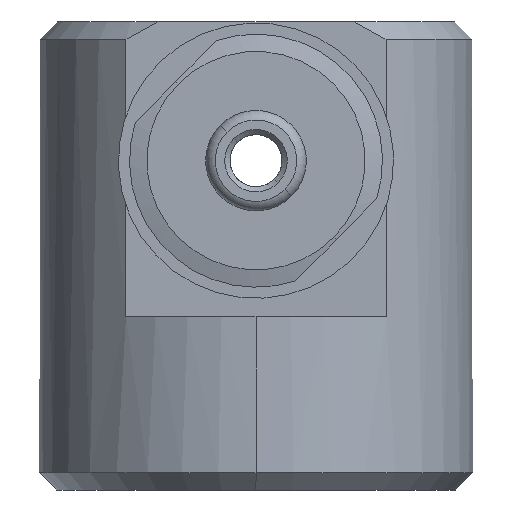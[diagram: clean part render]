
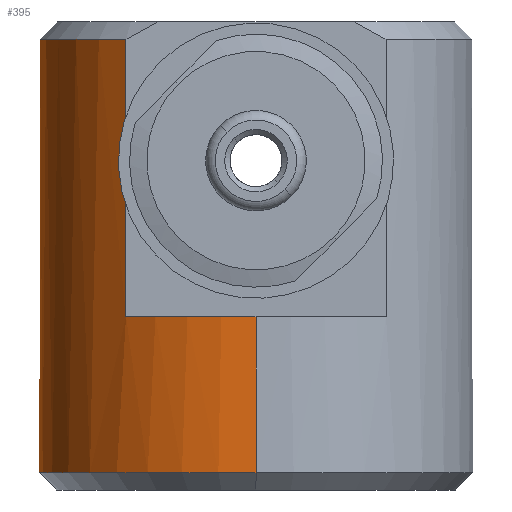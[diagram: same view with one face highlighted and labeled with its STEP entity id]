
A CAD part, left-side view. The second image highlights one B-rep face of the part: STEP entity #395.
In plain terms, the highlighted cylindrical face has radius 12.5 mm (diameter 25 mm), a partial arc.
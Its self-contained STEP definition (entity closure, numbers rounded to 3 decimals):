
#47 = DIRECTION ( 'NONE',  ( 0., 0., -1. ) ) ;
#136 = ORIENTED_EDGE ( 'NONE', *, *, #2911, .F. ) ;
#139 = CARTESIAN_POINT ( 'NONE',  ( 0., 0., 27. ) ) ;
#154 = DIRECTION ( 'NONE',  ( -1., 0., 0. ) ) ;
#181 = EDGE_CURVE ( 'NONE', #2330, #848, #2935, .T. ) ;
#192 = EDGE_CURVE ( 'NONE', #2330, #1576, #2080, .T. ) ;
#194 = DIRECTION ( 'NONE',  ( 0., 0., 1. ) ) ;
#237 = LINE ( 'NONE', #1142, #967 ) ;
#276 = AXIS2_PLACEMENT_3D ( 'NONE', #2108, #47, #677 ) ;
#284 = DIRECTION ( 'NONE',  ( 1., 0., 0. ) ) ;
#328 = ORIENTED_EDGE ( 'NONE', *, *, #821, .T. ) ;
#372 = DIRECTION ( 'NONE',  ( 0., 0., -1. ) ) ;
#395 = ADVANCED_FACE ( 'NONE', ( #2197 ), #828, .T. ) ;
#415 = VERTEX_POINT ( 'NONE', #1062 ) ;
#456 = CIRCLE ( 'NONE', #276, 12.5 ) ;
#469 = DIRECTION ( 'NONE',  ( 1., 0., 0. ) ) ;
#557 = CARTESIAN_POINT ( 'NONE',  ( -12.5, 0., 10. ) ) ;
#632 = EDGE_CURVE ( 'NONE', #415, #2791, #237, .T. ) ;
#677 = DIRECTION ( 'NONE',  ( 1., 0., 0. ) ) ;
#717 = CARTESIAN_POINT ( 'NONE',  ( 12.5, 0., 27. ) ) ;
#821 = EDGE_CURVE ( 'NONE', #1576, #1147, #1065, .T. ) ;
#828 = CYLINDRICAL_SURFACE ( 'NONE', #846, 12.5 ) ;
#846 = AXIS2_PLACEMENT_3D ( 'NONE', #139, #1049, #154 ) ;
#848 = VERTEX_POINT ( 'NONE', #2668 ) ;
#905 = LINE ( 'NONE', #1131, #2648 ) ;
#967 = VECTOR ( 'NONE', #2546, 1000. ) ;
#981 = AXIS2_PLACEMENT_3D ( 'NONE', #2294, #1203, #469 ) ;
#1028 = CARTESIAN_POINT ( 'NONE',  ( -10., 7.5, 10. ) ) ;
#1049 = DIRECTION ( 'NONE',  ( 0., 0., -1. ) ) ;
#1051 = ORIENTED_EDGE ( 'NONE', *, *, #1603, .F. ) ;
#1062 = CARTESIAN_POINT ( 'NONE',  ( -10., 7.5, 26. ) ) ;
#1065 = CIRCLE ( 'NONE', #2545, 12.5 ) ;
#1111 = CARTESIAN_POINT ( 'NONE',  ( 12.5, 0., 1. ) ) ;
#1131 = CARTESIAN_POINT ( 'NONE',  ( 10., 7.5, 27. ) ) ;
#1142 = CARTESIAN_POINT ( 'NONE',  ( -10., 7.5, 27. ) ) ;
#1147 = VERTEX_POINT ( 'NONE', #1671 ) ;
#1203 = DIRECTION ( 'NONE',  ( 0., 0., 1. ) ) ;
#1427 = AXIS2_PLACEMENT_3D ( 'NONE', #2548, #2307, #284 ) ;
#1576 = VERTEX_POINT ( 'NONE', #1111 ) ;
#1587 = ORIENTED_EDGE ( 'NONE', *, *, #192, .T. ) ;
#1603 = EDGE_CURVE ( 'NONE', #2791, #2350, #2041, .T. ) ;
#1609 = VECTOR ( 'NONE', #1632, 1000. ) ;
#1632 = DIRECTION ( 'NONE',  ( 0., 0., -1. ) ) ;
#1671 = CARTESIAN_POINT ( 'NONE',  ( -12.5, 0., 1. ) ) ;
#1722 = EDGE_CURVE ( 'NONE', #415, #2747, #456, .T. ) ;
#1726 = VECTOR ( 'NONE', #372, 1000. ) ;
#1766 = CARTESIAN_POINT ( 'NONE',  ( 0., 0., 1. ) ) ;
#1775 = ORIENTED_EDGE ( 'NONE', *, *, #1953, .F. ) ;
#1903 = CARTESIAN_POINT ( 'NONE',  ( 12.5, 0., 10. ) ) ;
#1953 = EDGE_CURVE ( 'NONE', #2350, #1147, #2418, .T. ) ;
#2012 = DIRECTION ( 'NONE',  ( 0., 0., 1. ) ) ;
#2041 = CIRCLE ( 'NONE', #1427, 12.5 ) ;
#2080 = LINE ( 'NONE', #717, #1609 ) ;
#2108 = CARTESIAN_POINT ( 'NONE',  ( 0., 0., 26. ) ) ;
#2197 = FACE_OUTER_BOUND ( 'NONE', #2497, .T. ) ;
#2212 = DIRECTION ( 'NONE',  ( 1., 0., 0. ) ) ;
#2294 = CARTESIAN_POINT ( 'NONE',  ( 0., 0., 10. ) ) ;
#2307 = DIRECTION ( 'NONE',  ( 0., 0., 1. ) ) ;
#2330 = VERTEX_POINT ( 'NONE', #1903 ) ;
#2350 = VERTEX_POINT ( 'NONE', #557 ) ;
#2418 = LINE ( 'NONE', #2709, #1726 ) ;
#2497 = EDGE_LOOP ( 'NONE', ( #2783, #1587, #328, #1775, #1051, #2955, #2549, #136 ) ) ;
#2545 = AXIS2_PLACEMENT_3D ( 'NONE', #1766, #2012, #2212 ) ;
#2546 = DIRECTION ( 'NONE',  ( 0., 0., -1. ) ) ;
#2548 = CARTESIAN_POINT ( 'NONE',  ( 0., 0., 10. ) ) ;
#2549 = ORIENTED_EDGE ( 'NONE', *, *, #1722, .T. ) ;
#2648 = VECTOR ( 'NONE', #194, 1000. ) ;
#2668 = CARTESIAN_POINT ( 'NONE',  ( 10., 7.5, 10. ) ) ;
#2709 = CARTESIAN_POINT ( 'NONE',  ( -12.5, 0., 27. ) ) ;
#2747 = VERTEX_POINT ( 'NONE', #2872 ) ;
#2783 = ORIENTED_EDGE ( 'NONE', *, *, #181, .F. ) ;
#2791 = VERTEX_POINT ( 'NONE', #1028 ) ;
#2872 = CARTESIAN_POINT ( 'NONE',  ( 10., 7.5, 26. ) ) ;
#2911 = EDGE_CURVE ( 'NONE', #848, #2747, #905, .T. ) ;
#2935 = CIRCLE ( 'NONE', #981, 12.5 ) ;
#2955 = ORIENTED_EDGE ( 'NONE', *, *, #632, .F. ) ;
